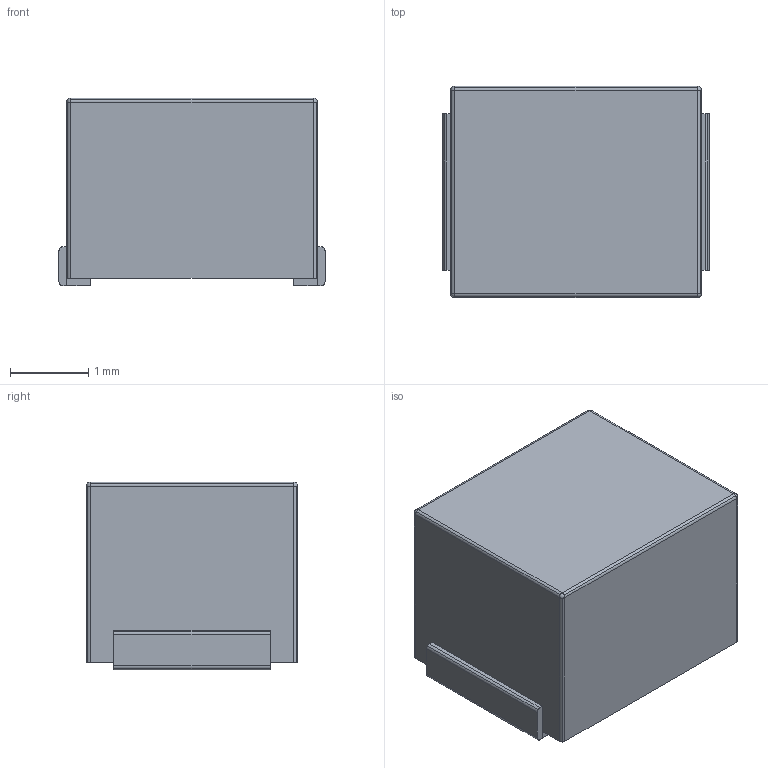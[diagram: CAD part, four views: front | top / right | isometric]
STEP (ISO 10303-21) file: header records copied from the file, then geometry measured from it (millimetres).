
FILE_DESCRIPTION((''),'2;1');
FILE_NAME('INDM3225X240N.stp','2009-07-08T12:15:16',(''),(''),'Mechanical Desktop 2006','Mechanical Desktop 2006',', , ');
FILE_SCHEMA(('AUTOMOTIVE_DESIGN { 1 2 10303 214 0 1 1 1 }'));
Length unit declared in the file: millimetre
Products named in the file (1): Product
Bounding box: 3.4 x 2.7 x 2.4 mm (x, y, z)
Volume: 20.2 mm3; surface area: 52.1 mm2
Topology: 5 solids, 5 shells, 58 faces, 136 edges, 84 vertices
Faces by surface type: cylinder 20, plane 18, bspline 16, sphere 4
Entity records: 1728 total; most frequent: CARTESIAN_POINT 379, DIRECTION 266, ORIENTED_EDGE 264, EDGE_CURVE 132, AXIS2_PLACEMENT_3D 91, VERTEX_POINT 84, VECTOR 84, LINE 84
